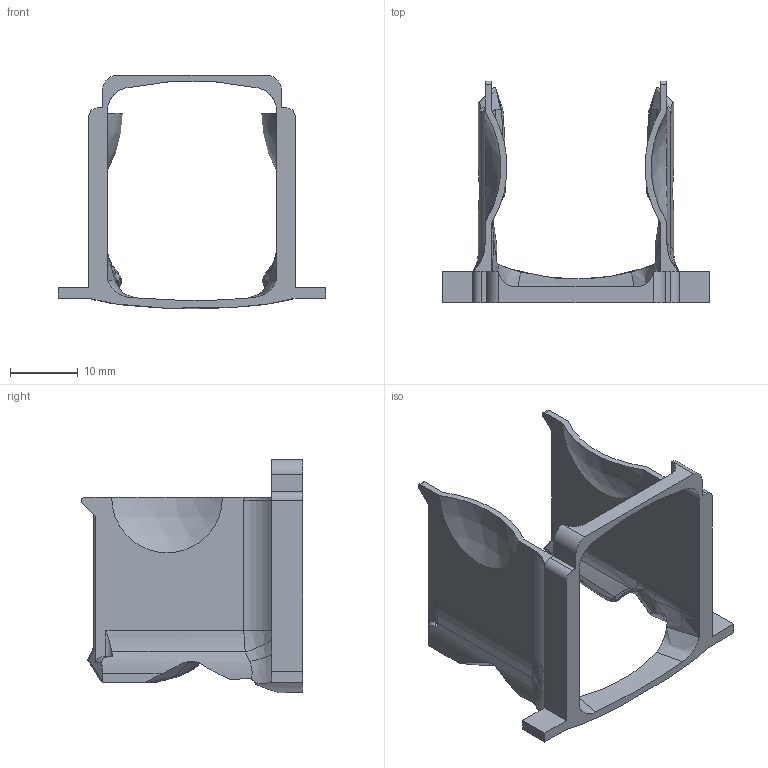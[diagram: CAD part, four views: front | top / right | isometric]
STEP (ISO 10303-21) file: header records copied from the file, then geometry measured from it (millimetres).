
FILE_DESCRIPTION(/* description */ (''),/* implementation_level */ '2;1');
FILE_NAME(/* name */ 'VoronV0.1_FanSaver_rev0.6.step',/* time_stamp */ '2021-11-24T23:38:45-05:00',/* author */ (''),/* organization */ (''),/* preprocessor_version */ 'ST-DEVELOPER v18.1',/* originating_system */ 'Autodesk Translation Framework v10.10.0.1391',/* authorisation */ '');
FILE_SCHEMA (('AUTOMOTIVE_DESIGN { 1 0 10303 214 3 1 1 }'));
Length unit declared in the file: millimetre
Products named in the file (4): GantryForToolheadMods.step; MiniABHeatbreak_Combo; MiniABHeatbreak; MiniABHeatbreak(Mirror)
Assembly tree (3 placements, depth 3):
  GantryForToolheadMods.step
    MiniABHeatbreak_Combo
      MiniABHeatbreak
      MiniABHeatbreak(Mirror)
Bounding box: 39.4 x 32.64 x 34.39 mm (x, y, z)
Volume: 2825.1 mm3; surface area: 4468.7 mm2
Topology: 1 solids, 1 shells, 155 faces, 430 edges, 272 vertices
Faces by surface type: bspline 84, plane 43, cylinder 24, sphere 4
Entity records: 7392 total; most frequent: CARTESIAN_POINT 3944, ORIENTED_EDGE 856, DIRECTION 460, EDGE_CURVE 428, VERTEX_POINT 274, B_SPLINE_CURVE_WITH_KNOTS 209, AXIS2_PLACEMENT_3D 163, EDGE_LOOP 156
